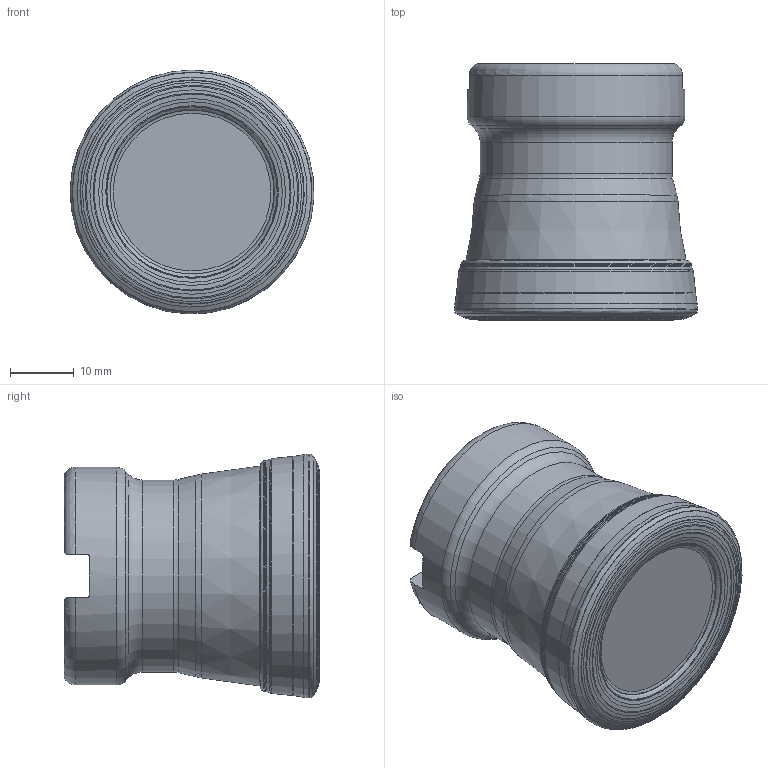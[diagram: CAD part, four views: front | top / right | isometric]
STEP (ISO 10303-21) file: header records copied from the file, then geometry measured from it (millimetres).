
FILE_DESCRIPTION(/* description */ (''),/* implementation_level */ '2;1');
FILE_NAME(/* name */ 'TURNING_FHF-ENMX06-D150Z6S050I.stp',/* time_stamp */ '2020-09-23T11:23:59+09:00',/* author */ (''),/* organization */ (''),/* preprocessor_version */ 'ST-DEVELOPER v16',/* originating_system */ 'SIEMENS PLM Software NX 10.0',/* authorisation */ '');
FILE_SCHEMA (('AP203_CONFIGURATION_CONTROLLED_3D_DESIGN_OF_MECHANICAL_PARTS_AND_ASSEMBLIES_MIM_LF { 1 0 10303 403 2 1 2}'));
Length unit declared in the file: millimetre
Products named in the file (1): 12014C04DDBA1s2q
Bounding box: 38.1 x 40.01 x 38.12 mm (x, y, z)
Volume: 30512.9 mm3; surface area: 7593.5 mm2
Topology: 1 solids, 1 shells, 83 faces, 226 edges, 148 vertices
Faces by surface type: revolution 39, plane 17, cylinder 10, cone 8, torus 8, bspline 1
Full cylindrical faces by diameter (mm): 7.01 x1, 10.998 x1, 12.7 x1, 14.3 x1, 30 x1, 34 x1
Entity records: 2376 total; most frequent: CARTESIAN_POINT 708, DIRECTION 308, ORIENTED_EDGE 242, EDGE_LOOP 144, FACE_BOUND 122, EDGE_CURVE 121, AXIS2_PLACEMENT_3D 120, VERTEX_POINT 101
